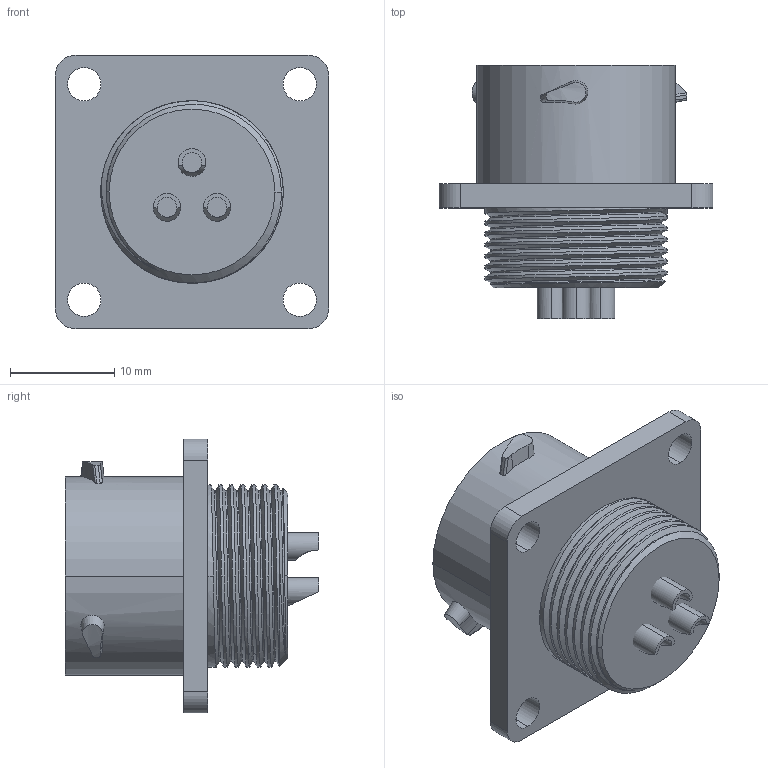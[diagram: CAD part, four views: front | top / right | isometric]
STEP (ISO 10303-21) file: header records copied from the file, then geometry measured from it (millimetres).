
FILE_DESCRIPTION((''),'2;1');
FILE_NAME('UTS012E3S','2011-04-05T',('vsorin'),('SOURIAU'),'PRO/ENGINEER BY PARAMETRIC TECHNOLOGY CORPORATION, 2010140','PRO/ENGINEER BY PARAMETRIC TECHNOLOGY CORPORATION, 2010140','');
FILE_SCHEMA(('CONFIG_CONTROL_DESIGN'));
Length unit declared in the file: millimetre
Products named in the file (1): UTS012E3S
Bounding box: 26.2 x 24.27 x 26.2 mm (x, y, z)
Surface area: 4483 mm2 (no closed solid volume)
Topology: 0 solids, 5 shells, 118 faces, 322 edges, 215 vertices
Faces by surface type: cylinder 61, plane 31, bspline 21, extrusion 3, cone 2
Entity records: 7404 total; most frequent: CARTESIAN_POINT 4547, ORIENTED_EDGE 620, DIRECTION 510, EDGE_CURVE 322, VERTEX_POINT 215, AXIS2_PLACEMENT_3D 191, EDGE_LOOP 136, VECTOR 128
